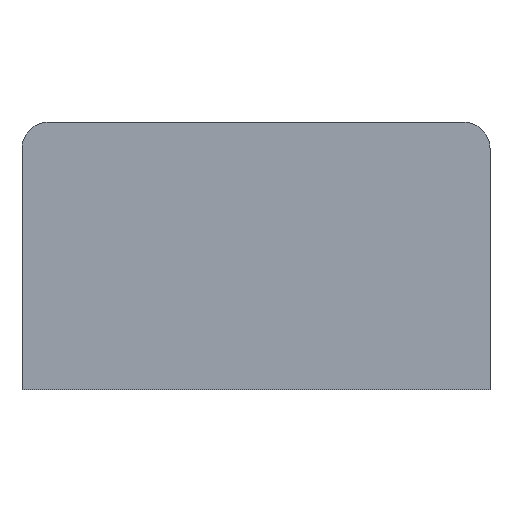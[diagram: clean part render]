
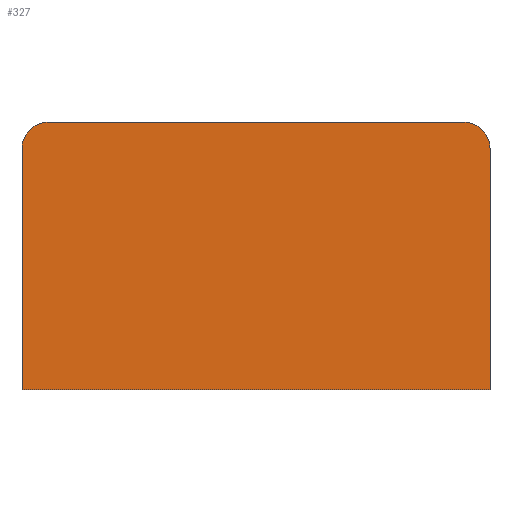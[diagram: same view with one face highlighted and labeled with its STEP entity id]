
A CAD part, front view. The second image highlights one B-rep face of the part: STEP entity #327.
In plain terms, the highlighted planar face has unit normal (0, -1, 0).
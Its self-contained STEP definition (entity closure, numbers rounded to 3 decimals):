
#4 = CARTESIAN_POINT ( 'NONE',  ( -357.5, 0., 185. ) ) ;
#15 = DIRECTION ( 'NONE',  ( 0., -1., 0. ) ) ;
#17 = AXIS2_PLACEMENT_3D ( 'NONE', #382, #355, #106 ) ;
#26 = VERTEX_POINT ( 'NONE', #148 ) ;
#36 = EDGE_LOOP ( 'NONE', ( #88, #348, #331, #316, #219, #288 ) ) ;
#46 = AXIS2_PLACEMENT_3D ( 'NONE', #73, #15, #68 ) ;
#51 = CARTESIAN_POINT ( 'NONE',  ( -402.5, 0., 185. ) ) ;
#52 = VERTEX_POINT ( 'NONE', #234 ) ;
#68 = DIRECTION ( 'NONE',  ( 0., 0., -1. ) ) ;
#73 = CARTESIAN_POINT ( 'NONE',  ( 357.5, 0., 185. ) ) ;
#76 = DIRECTION ( 'NONE',  ( 0., 0., -1. ) ) ;
#88 = ORIENTED_EDGE ( 'NONE', *, *, #387, .F. ) ;
#93 = DIRECTION ( 'NONE',  ( -1., 0., 0. ) ) ;
#96 = CIRCLE ( 'NONE', #112, 45. ) ;
#102 = DIRECTION ( 'NONE',  ( 0., -1., 0. ) ) ;
#105 = VERTEX_POINT ( 'NONE', #203 ) ;
#106 = DIRECTION ( 'NONE',  ( 0., 0., -1. ) ) ;
#109 = DIRECTION ( 'NONE',  ( 1., 0., 0. ) ) ;
#111 = DIRECTION ( 'NONE',  ( 0., 0., 1. ) ) ;
#112 = AXIS2_PLACEMENT_3D ( 'NONE', #4, #102, #76 ) ;
#114 = FACE_OUTER_BOUND ( 'NONE', #36, .T. ) ;
#119 = CARTESIAN_POINT ( 'NONE',  ( 357.5, 0., 230. ) ) ;
#147 = VERTEX_POINT ( 'NONE', #51 ) ;
#148 = CARTESIAN_POINT ( 'NONE',  ( 402.5, 0., -230. ) ) ;
#168 = CARTESIAN_POINT ( 'NONE',  ( -357.5, 0., 230. ) ) ;
#176 = VERTEX_POINT ( 'NONE', #119 ) ;
#203 = CARTESIAN_POINT ( 'NONE',  ( -402.5, 0., -230. ) ) ;
#205 = DIRECTION ( 'NONE',  ( 0., 0., -1. ) ) ;
#208 = EDGE_CURVE ( 'NONE', #26, #105, #277, .T. ) ;
#212 = CIRCLE ( 'NONE', #46, 45. ) ;
#215 = EDGE_CURVE ( 'NONE', #340, #147, #96, .T. ) ;
#217 = VECTOR ( 'NONE', #93, 1000. ) ;
#219 = ORIENTED_EDGE ( 'NONE', *, *, #352, .F. ) ;
#234 = CARTESIAN_POINT ( 'NONE',  ( 402.5, 0., 185. ) ) ;
#241 = EDGE_CURVE ( 'NONE', #340, #176, #315, .T. ) ;
#256 = PLANE ( 'NONE',  #17 ) ;
#261 = LINE ( 'NONE', #386, #285 ) ;
#268 = EDGE_CURVE ( 'NONE', #52, #176, #212, .T. ) ;
#277 = LINE ( 'NONE', #369, #217 ) ;
#285 = VECTOR ( 'NONE', #111, 1000. ) ;
#287 = CARTESIAN_POINT ( 'NONE',  ( -402.5, 0., 230. ) ) ;
#288 = ORIENTED_EDGE ( 'NONE', *, *, #208, .F. ) ;
#306 = LINE ( 'NONE', #396, #310 ) ;
#310 = VECTOR ( 'NONE', #205, 1000. ) ;
#315 = LINE ( 'NONE', #287, #338 ) ;
#316 = ORIENTED_EDGE ( 'NONE', *, *, #215, .T. ) ;
#327 = ADVANCED_FACE ( 'NONE', ( #114 ), #256, .T. ) ;
#331 = ORIENTED_EDGE ( 'NONE', *, *, #241, .F. ) ;
#338 = VECTOR ( 'NONE', #109, 1000. ) ;
#340 = VERTEX_POINT ( 'NONE', #168 ) ;
#348 = ORIENTED_EDGE ( 'NONE', *, *, #268, .T. ) ;
#352 = EDGE_CURVE ( 'NONE', #105, #147, #261, .T. ) ;
#355 = DIRECTION ( 'NONE',  ( 0., -1., 0. ) ) ;
#369 = CARTESIAN_POINT ( 'NONE',  ( -402.5, 0., -230. ) ) ;
#382 = CARTESIAN_POINT ( 'NONE',  ( 0., 0., 0. ) ) ;
#386 = CARTESIAN_POINT ( 'NONE',  ( -402.5, 0., 230. ) ) ;
#387 = EDGE_CURVE ( 'NONE', #52, #26, #306, .T. ) ;
#396 = CARTESIAN_POINT ( 'NONE',  ( 402.5, 0., 230. ) ) ;
